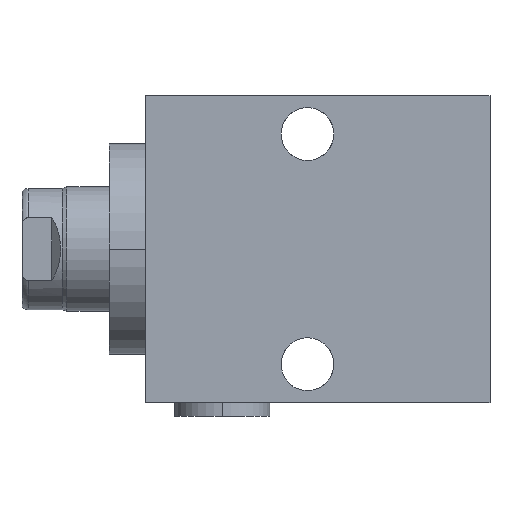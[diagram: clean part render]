
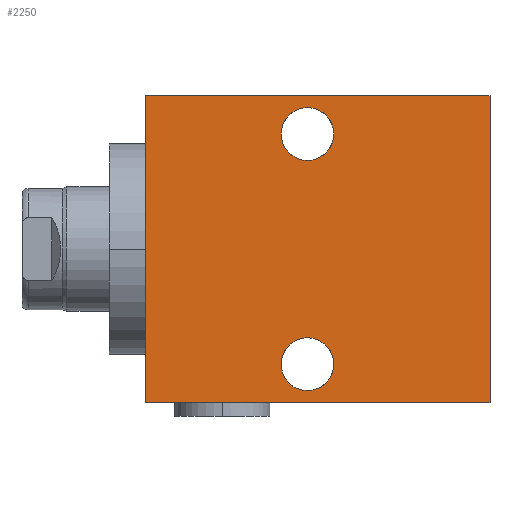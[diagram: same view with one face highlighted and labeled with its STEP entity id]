
A CAD part, front view. The second image highlights one B-rep face of the part: STEP entity #2250.
In plain terms, the highlighted planar face has unit normal (0, -1, 0).
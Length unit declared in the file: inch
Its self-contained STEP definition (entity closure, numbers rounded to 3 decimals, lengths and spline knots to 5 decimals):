
#496=DIRECTION('',(0.,0.,-1.));
#497=VECTOR('',#496,2.);
#498=CARTESIAN_POINT('',(0.,-0.875,1.));
#499=LINE('',#498,#497);
#653=DIRECTION('',(1.,0.,0.));
#654=VECTOR('',#653,2.245);
#655=CARTESIAN_POINT('',(0.,-0.875,1.));
#656=LINE('',#655,#654);
#660=CARTESIAN_POINT('',(1.055,-0.875,0.75));
#661=DIRECTION('',(0.,-1.,0.));
#662=DIRECTION('',(1.,0.,0.));
#663=AXIS2_PLACEMENT_3D('',#660,#661,#662);
#668=CARTESIAN_POINT('',(1.055,-0.875,0.75));
#669=DIRECTION('',(0.,-1.,0.));
#670=DIRECTION('',(-1.,0.,0.));
#671=AXIS2_PLACEMENT_3D('',#668,#669,#670);
#676=CARTESIAN_POINT('',(1.055,-0.875,-0.75));
#677=DIRECTION('',(0.,-1.,0.));
#678=DIRECTION('',(1.,0.,0.));
#679=AXIS2_PLACEMENT_3D('',#676,#677,#678);
#684=CARTESIAN_POINT('',(1.055,-0.875,-0.75));
#685=DIRECTION('',(0.,-1.,0.));
#686=DIRECTION('',(-1.,0.,0.));
#687=AXIS2_PLACEMENT_3D('',#684,#685,#686);
#713=DIRECTION('',(0.,0.,-1.));
#714=VECTOR('',#713,2.);
#715=CARTESIAN_POINT('',(2.245,-0.875,1.));
#716=LINE('',#715,#714);
#768=DIRECTION('',(1.,0.,0.));
#769=VECTOR('',#768,2.245);
#770=CARTESIAN_POINT('',(0.,-0.875,-1.));
#771=LINE('',#770,#769);
#1423=CARTESIAN_POINT('',(0.,-0.875,1.));
#1425=VERTEX_POINT('',#1423);
#1426=CARTESIAN_POINT('',(0.,-0.875,-1.));
#1427=VERTEX_POINT('',#1426);
#1431=CARTESIAN_POINT('',(2.245,-0.875,1.));
#1433=VERTEX_POINT('',#1431);
#1434=CARTESIAN_POINT('',(2.245,-0.875,-1.));
#1435=VERTEX_POINT('',#1434);
#1446=CARTESIAN_POINT('',(1.227,-0.875,0.75));
#1447=CARTESIAN_POINT('',(0.883,-0.875,0.75));
#1448=VERTEX_POINT('',#1446);
#1449=VERTEX_POINT('',#1447);
#1458=CARTESIAN_POINT('',(1.227,-0.875,-0.75));
#1459=CARTESIAN_POINT('',(0.883,-0.875,-0.75));
#1460=VERTEX_POINT('',#1458);
#1461=VERTEX_POINT('',#1459);
#2226=CARTESIAN_POINT('',(0.,-0.875,1.));
#2227=DIRECTION('',(0.,-1.,0.));
#2228=DIRECTION('',(0.,0.,-1.));
#2229=AXIS2_PLACEMENT_3D('',#2226,#2227,#2228);
#2230=PLANE('',#2229);
#2231=ORIENTED_EDGE('',*,*,#2128,.F.);
#2232=ORIENTED_EDGE('',*,*,#2164,.T.);
#2234=ORIENTED_EDGE('',*,*,#2233,.T.);
#2236=ORIENTED_EDGE('',*,*,#2235,.F.);
#2237=EDGE_LOOP('',(#2231,#2232,#2234,#2236));
#2238=FACE_OUTER_BOUND('',#2237,.F.);
#2239=ORIENTED_EDGE('',*,*,#2208,.T.);
#2241=ORIENTED_EDGE('',*,*,#2240,.T.);
#2242=EDGE_LOOP('',(#2239,#2241));
#2243=FACE_BOUND('',#2242,.F.);
#2245=ORIENTED_EDGE('',*,*,#2244,.T.);
#2247=ORIENTED_EDGE('',*,*,#2246,.T.);
#2248=EDGE_LOOP('',(#2245,#2247));
#2249=FACE_BOUND('',#2248,.F.);
#2250=ADVANCED_FACE('',(#2238,#2243,#2249),#2230,.T.);
#664=CIRCLE('',#663,0.172);
#672=CIRCLE('',#671,0.172);
#680=CIRCLE('',#679,0.172);
#688=CIRCLE('',#687,0.172);
#2128=EDGE_CURVE('',#1425,#1427,#499,.T.);
#2164=EDGE_CURVE('',#1425,#1433,#656,.T.);
#2208=EDGE_CURVE('',#1448,#1449,#664,.T.);
#2233=EDGE_CURVE('',#1433,#1435,#716,.T.);
#2235=EDGE_CURVE('',#1427,#1435,#771,.T.);
#2240=EDGE_CURVE('',#1449,#1448,#672,.T.);
#2244=EDGE_CURVE('',#1460,#1461,#680,.T.);
#2246=EDGE_CURVE('',#1461,#1460,#688,.T.);
